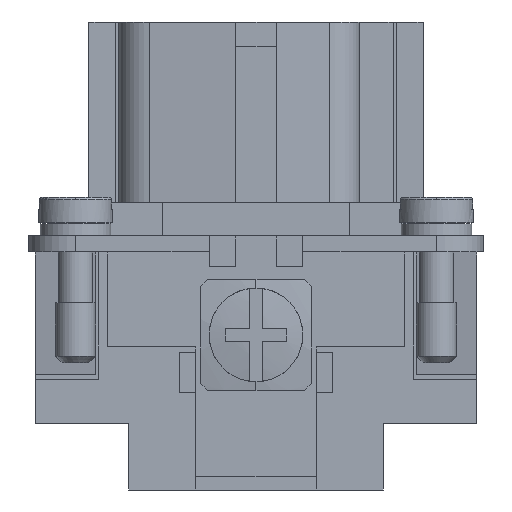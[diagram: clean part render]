
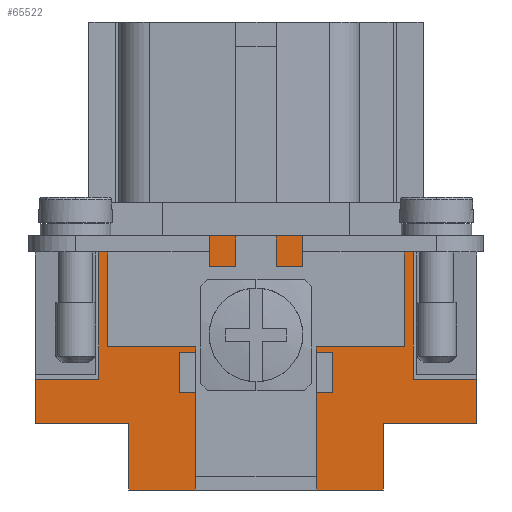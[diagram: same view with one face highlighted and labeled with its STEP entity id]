
A CAD part, left-side view. The second image highlights one B-rep face of the part: STEP entity #65522.
In plain terms, the highlighted planar face has unit normal (-1, 0, 0).
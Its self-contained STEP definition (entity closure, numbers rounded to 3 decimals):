
#47708=CARTESIAN_POINT('',(-31.6,11.75,19.0));
#47709=VERTEX_POINT('',#47708);
#47716=CARTESIAN_POINT('',(-31.6,-11.75,19.0));
#47717=VERTEX_POINT('',#47716);
#47718=CARTESIAN_POINT('',(-31.6,-11.75,19.0));
#47719=DIRECTION('',(0.0,1.0,0.0));
#47720=VECTOR('',#47719,23.5);
#47721=LINE('',#47718,#47720);
#47722=EDGE_CURVE('',#47717,#47709,#47721,.T.);
#53323=CARTESIAN_POINT('',(-31.6,11.75,8.3));
#53324=VERTEX_POINT('',#53323);
#53333=CARTESIAN_POINT('',(-31.6,11.75,19.0));
#53334=DIRECTION('',(0.0,0.0,-1.0));
#53335=VECTOR('',#53334,10.7);
#53336=LINE('',#53333,#53335);
#53337=EDGE_CURVE('',#47709,#53324,#53336,.T.);
#53379=CARTESIAN_POINT('',(-31.6,16.5,8.3));
#53380=VERTEX_POINT('',#53379);
#53381=CARTESIAN_POINT('',(-31.6,11.75,8.3));
#53382=DIRECTION('',(0.0,1.0,0.0));
#53383=VECTOR('',#53382,4.75);
#53384=LINE('',#53381,#53383);
#53385=EDGE_CURVE('',#53324,#53380,#53384,.T.);
#53595=CARTESIAN_POINT('',(-31.6,-11.75,8.3));
#53596=VERTEX_POINT('',#53595);
#53605=CARTESIAN_POINT('',(-31.6,-11.75,8.3));
#53606=DIRECTION('',(0.0,0.0,1.0));
#53607=VECTOR('',#53606,10.7);
#53608=LINE('',#53605,#53607);
#53609=EDGE_CURVE('',#53596,#47717,#53608,.T.);
#53619=CARTESIAN_POINT('',(-31.6,-16.5,8.3));
#53620=VERTEX_POINT('',#53619);
#53621=CARTESIAN_POINT('',(-31.6,-16.5,8.3));
#53622=DIRECTION('',(0.0,1.0,0.0));
#53623=VECTOR('',#53622,4.75);
#53624=LINE('',#53621,#53623);
#53625=EDGE_CURVE('',#53620,#53596,#53624,.T.);
#53693=CARTESIAN_POINT('',(-31.6,16.5,5.0));
#53694=VERTEX_POINT('',#53693);
#53701=CARTESIAN_POINT('',(-31.6,16.5,5.0));
#53702=DIRECTION('',(0.0,0.0,1.0));
#53703=VECTOR('',#53702,3.3);
#53704=LINE('',#53701,#53703);
#53705=EDGE_CURVE('',#53694,#53380,#53704,.T.);
#53814=CARTESIAN_POINT('',(-31.6,-16.5,5.0));
#53815=VERTEX_POINT('',#53814);
#53816=CARTESIAN_POINT('',(-31.6,-16.5,5.0));
#53817=DIRECTION('',(0.0,0.0,1.0));
#53818=VECTOR('',#53817,3.3);
#53819=LINE('',#53816,#53818);
#53820=EDGE_CURVE('',#53815,#53620,#53819,.T.);
#64084=CARTESIAN_POINT('',(-31.6,9.5,0.0));
#64085=VERTEX_POINT('',#64084);
#64092=CARTESIAN_POINT('',(-31.6,9.5,5.0));
#64093=VERTEX_POINT('',#64092);
#64094=CARTESIAN_POINT('',(-31.6,9.5,5.0));
#64095=DIRECTION('',(0.0,0.0,-1.0));
#64096=VECTOR('',#64095,5.0);
#64097=LINE('',#64094,#64096);
#64098=EDGE_CURVE('',#64093,#64085,#64097,.T.);
#64124=CARTESIAN_POINT('',(-31.6,-9.5,5.0));
#64125=VERTEX_POINT('',#64124);
#64132=CARTESIAN_POINT('',(-31.6,-9.5,0.0));
#64133=VERTEX_POINT('',#64132);
#64134=CARTESIAN_POINT('',(-31.6,-9.5,0.0));
#64135=DIRECTION('',(0.0,0.0,1.0));
#64136=VECTOR('',#64135,5.0);
#64137=LINE('',#64134,#64136);
#64138=EDGE_CURVE('',#64133,#64125,#64137,.T.);
#64689=CARTESIAN_POINT('',(-31.6,-9.5,5.0));
#64690=DIRECTION('',(0.0,-1.0,0.0));
#64691=VECTOR('',#64690,7.0);
#64692=LINE('',#64689,#64691);
#64693=EDGE_CURVE('',#64125,#53815,#64692,.T.);
#64745=CARTESIAN_POINT('',(-31.6,16.5,5.0));
#64746=DIRECTION('',(0.0,-1.0,0.0));
#64747=VECTOR('',#64746,7.0);
#64748=LINE('',#64745,#64747);
#64749=EDGE_CURVE('',#53694,#64093,#64748,.T.);
#64761=CARTESIAN_POINT('',(-31.6,-4.55,0.0));
#64762=VERTEX_POINT('',#64761);
#64763=CARTESIAN_POINT('',(-31.6,-9.5,0.0));
#64764=DIRECTION('',(0.0,1.0,0.0));
#64765=VECTOR('',#64764,4.95);
#64766=LINE('',#64763,#64765);
#64767=EDGE_CURVE('',#64133,#64762,#64766,.T.);
#64817=CARTESIAN_POINT('',(-31.6,4.55,0.0));
#64818=VERTEX_POINT('',#64817);
#64825=CARTESIAN_POINT('',(-31.6,4.55,0.0));
#64826=DIRECTION('',(0.0,1.0,0.0));
#64827=VECTOR('',#64826,4.95);
#64828=LINE('',#64825,#64827);
#64829=EDGE_CURVE('',#64818,#64085,#64828,.T.);
#65176=CARTESIAN_POINT('',(-31.6,4.55,3.5));
#65177=VERTEX_POINT('',#65176);
#65184=CARTESIAN_POINT('',(-31.6,4.55,0.0));
#65185=DIRECTION('',(0.0,0.0,1.0));
#65186=VECTOR('',#65185,3.5);
#65187=LINE('',#65184,#65186);
#65188=EDGE_CURVE('',#64818,#65177,#65187,.T.);
#65200=CARTESIAN_POINT('',(-31.6,-4.55,3.5));
#65201=VERTEX_POINT('',#65200);
#65210=CARTESIAN_POINT('',(-31.6,-4.55,3.5));
#65211=DIRECTION('',(0.0,0.0,-1.0));
#65212=VECTOR('',#65211,3.5);
#65213=LINE('',#65210,#65212);
#65214=EDGE_CURVE('',#65201,#64762,#65213,.T.);
#65226=CARTESIAN_POINT('',(-31.6,4.55,3.5));
#65227=DIRECTION('',(0.0,-1.0,0.0));
#65228=VECTOR('',#65227,9.1);
#65229=LINE('',#65226,#65228);
#65230=EDGE_CURVE('',#65177,#65201,#65229,.T.);
#65499=CARTESIAN_POINT('',(-31.6,-16.5,0.0));
#65500=DIRECTION('',(-1.0,0.0,0.0));
#65501=DIRECTION('',(0.0,0.0,1.0));
#65502=AXIS2_PLACEMENT_3D('',#65499,#65500,#65501);
#65503=PLANE('',#65502);
#65504=ORIENTED_EDGE('',*,*,#53385,.T.);
#65505=ORIENTED_EDGE('',*,*,#53705,.F.);
#65506=ORIENTED_EDGE('',*,*,#64749,.T.);
#65507=ORIENTED_EDGE('',*,*,#64098,.T.);
#65508=ORIENTED_EDGE('',*,*,#64829,.F.);
#65509=ORIENTED_EDGE('',*,*,#65188,.T.);
#65510=ORIENTED_EDGE('',*,*,#65230,.T.);
#65511=ORIENTED_EDGE('',*,*,#65214,.T.);
#65512=ORIENTED_EDGE('',*,*,#64767,.F.);
#65513=ORIENTED_EDGE('',*,*,#64138,.T.);
#65514=ORIENTED_EDGE('',*,*,#64693,.T.);
#65515=ORIENTED_EDGE('',*,*,#53820,.T.);
#65516=ORIENTED_EDGE('',*,*,#53625,.T.);
#65517=ORIENTED_EDGE('',*,*,#53609,.T.);
#65518=ORIENTED_EDGE('',*,*,#47722,.T.);
#65519=ORIENTED_EDGE('',*,*,#53337,.T.);
#65520=EDGE_LOOP('',(#65504,#65505,#65506,#65507,#65508,#65509,#65510,#65511,#65512,#65513,#65514,#65515,#65516,#65517,#65518,#65519));
#65521=FACE_OUTER_BOUND('',#65520,.T.);
#65522=ADVANCED_FACE('',(#65521),#65503,.T.);
